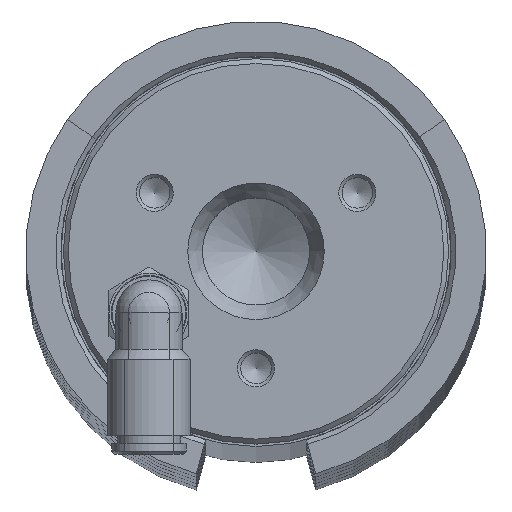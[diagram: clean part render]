
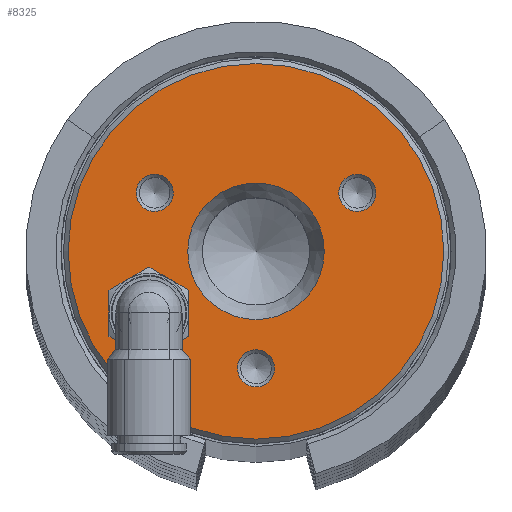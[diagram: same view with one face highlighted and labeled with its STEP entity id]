
A CAD part, top view. The second image highlights one B-rep face of the part: STEP entity #8325.
In plain terms, the highlighted face is planar.
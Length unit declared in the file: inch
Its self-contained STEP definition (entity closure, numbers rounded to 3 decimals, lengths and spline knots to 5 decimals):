
#50 = ORIENTED_EDGE ( 'NONE', *, *, #3912, .F. ) ;
#71 = EDGE_LOOP ( 'NONE', ( #14574 ) ) ;
#534 = ORIENTED_EDGE ( 'NONE', *, *, #9212, .T. ) ;
#709 = FACE_BOUND ( 'NONE', #14564, .T. ) ;
#833 = CIRCLE ( 'NONE', #4851, 0.11909 ) ;
#1009 = EDGE_CURVE ( 'NONE', #5808, #5808, #3940, .T. ) ;
#1313 = VERTEX_POINT ( 'NONE', #13346 ) ;
#1890 = DIRECTION ( 'NONE',  ( -1., 0., 0. ) ) ;
#2427 = AXIS2_PLACEMENT_3D ( 'NONE', #5030, #4954, #2597 ) ;
#2597 = DIRECTION ( 'NONE',  ( -1., 0., 0. ) ) ;
#3035 = DIRECTION ( 'NONE',  ( -1., 0., 0. ) ) ;
#3101 = VERTEX_POINT ( 'NONE', #10176 ) ;
#3242 = AXIS2_PLACEMENT_3D ( 'NONE', #11416, #10145, #1890 ) ;
#3265 = CIRCLE ( 'NONE', #10557, 1.204 ) ;
#3281 = EDGE_LOOP ( 'NONE', ( #3388 ) ) ;
#3388 = ORIENTED_EDGE ( 'NONE', *, *, #6824, .F. ) ;
#3739 = CARTESIAN_POINT ( 'NONE',  ( -0.11909, -0.75, -1.8775 ) ) ;
#3912 = EDGE_CURVE ( 'NONE', #1313, #1313, #5061, .T. ) ;
#3940 = CIRCLE ( 'NONE', #2427, 0.11909 ) ;
#4482 = FACE_BOUND ( 'NONE', #5411, .T. ) ;
#4851 = AXIS2_PLACEMENT_3D ( 'NONE', #13567, #7656, #5218 ) ;
#4954 = DIRECTION ( 'NONE',  ( 0., 0., -1. ) ) ;
#5030 = CARTESIAN_POINT ( 'NONE',  ( 0.64952, 0.375, -1.8775 ) ) ;
#5061 = CIRCLE ( 'NONE', #12349, 0.4375 ) ;
#5218 = DIRECTION ( 'NONE',  ( -1., 0., 0. ) ) ;
#5403 = CARTESIAN_POINT ( 'NONE',  ( 0., 0., -1.8775 ) ) ;
#5411 = EDGE_LOOP ( 'NONE', ( #50 ) ) ;
#5433 = FACE_BOUND ( 'NONE', #3281, .T. ) ;
#5808 = VERTEX_POINT ( 'NONE', #7986 ) ;
#6149 = CIRCLE ( 'NONE', #11685, 0.19154 ) ;
#6409 = EDGE_CURVE ( 'NONE', #14529, #14529, #15457, .T. ) ;
#6552 = CARTESIAN_POINT ( 'NONE',  ( 0., 0.79272, -1.8775 ) ) ;
#6824 = EDGE_CURVE ( 'NONE', #13192, #13192, #6149, .T. ) ;
#7484 = EDGE_LOOP ( 'NONE', ( #13430 ) ) ;
#7656 = DIRECTION ( 'NONE',  ( 0., 0., -1. ) ) ;
#7663 = VERTEX_POINT ( 'NONE', #13887 ) ;
#7986 = CARTESIAN_POINT ( 'NONE',  ( 0.53042, 0.375, -1.8775 ) ) ;
#8095 = FACE_BOUND ( 'NONE', #71, .T. ) ;
#8325 = ADVANCED_FACE ( 'NONE', ( #15121, #709, #8095, #5433, #4482, #15031 ), #11571, .T. ) ;
#8387 = CARTESIAN_POINT ( 'NONE',  ( 0., -0.75, -1.8775 ) ) ;
#8532 = CARTESIAN_POINT ( 'NONE',  ( -0.19154, 0.79272, -1.8775 ) ) ;
#9212 = EDGE_CURVE ( 'NONE', #3101, #3101, #3265, .T. ) ;
#10145 = DIRECTION ( 'NONE',  ( 0., 0., -1. ) ) ;
#10176 = CARTESIAN_POINT ( 'NONE',  ( -1.204, 0., -1.8775 ) ) ;
#10557 = AXIS2_PLACEMENT_3D ( 'NONE', #11715, #12896, #14236 ) ;
#11272 = DIRECTION ( 'NONE',  ( 0., 0., -1. ) ) ;
#11416 = CARTESIAN_POINT ( 'NONE',  ( 1.25, -5.03952, -1.8775 ) ) ;
#11571 = PLANE ( 'NONE',  #3242 ) ;
#11669 = AXIS2_PLACEMENT_3D ( 'NONE', #8387, #12094, #14624 ) ;
#11685 = AXIS2_PLACEMENT_3D ( 'NONE', #6552, #11272, #14753 ) ;
#11715 = CARTESIAN_POINT ( 'NONE',  ( 0., 0., -1.8775 ) ) ;
#12094 = DIRECTION ( 'NONE',  ( 0., 0., -1. ) ) ;
#12149 = EDGE_LOOP ( 'NONE', ( #534 ) ) ;
#12349 = AXIS2_PLACEMENT_3D ( 'NONE', #5403, #13821, #3035 ) ;
#12477 = EDGE_CURVE ( 'NONE', #7663, #7663, #833, .T. ) ;
#12896 = DIRECTION ( 'NONE',  ( 0., 0., -1. ) ) ;
#13192 = VERTEX_POINT ( 'NONE', #8532 ) ;
#13346 = CARTESIAN_POINT ( 'NONE',  ( -0.4375, 0., -1.8775 ) ) ;
#13430 = ORIENTED_EDGE ( 'NONE', *, *, #6409, .F. ) ;
#13567 = CARTESIAN_POINT ( 'NONE',  ( -0.64952, 0.375, -1.8775 ) ) ;
#13821 = DIRECTION ( 'NONE',  ( 0., 0., -1. ) ) ;
#13887 = CARTESIAN_POINT ( 'NONE',  ( -0.76861, 0.375, -1.8775 ) ) ;
#14236 = DIRECTION ( 'NONE',  ( -1., 0., 0. ) ) ;
#14529 = VERTEX_POINT ( 'NONE', #3739 ) ;
#14564 = EDGE_LOOP ( 'NONE', ( #14951 ) ) ;
#14574 = ORIENTED_EDGE ( 'NONE', *, *, #12477, .F. ) ;
#14624 = DIRECTION ( 'NONE',  ( -1., 0., 0. ) ) ;
#14753 = DIRECTION ( 'NONE',  ( -1., 0., 0. ) ) ;
#14951 = ORIENTED_EDGE ( 'NONE', *, *, #1009, .F. ) ;
#15031 = FACE_OUTER_BOUND ( 'NONE', #12149, .T. ) ;
#15121 = FACE_BOUND ( 'NONE', #7484, .T. ) ;
#15457 = CIRCLE ( 'NONE', #11669, 0.11909 ) ;
